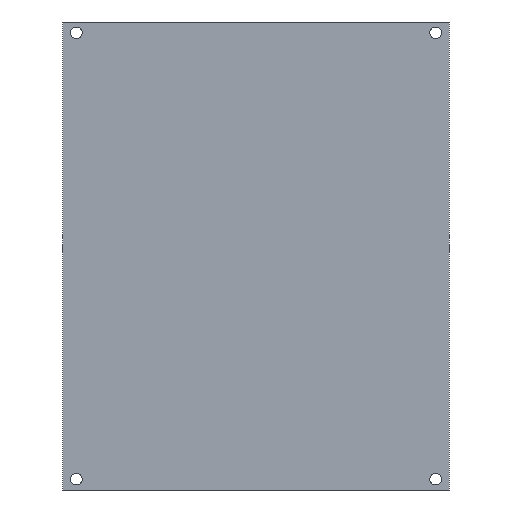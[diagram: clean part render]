
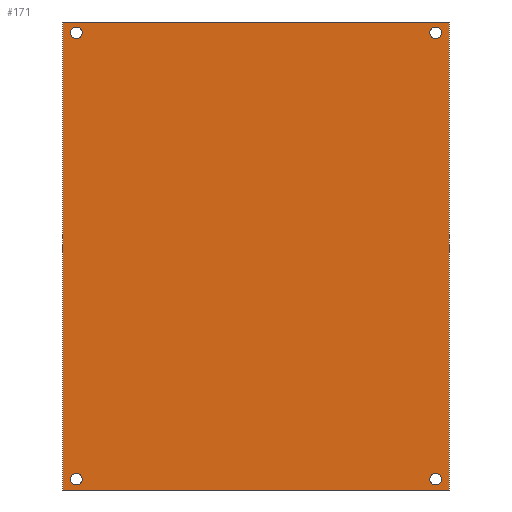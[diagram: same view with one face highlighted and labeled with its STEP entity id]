
A CAD part, front view. The second image highlights one B-rep face of the part: STEP entity #171.
In plain terms, the highlighted planar face has unit normal (0, -1, 0).
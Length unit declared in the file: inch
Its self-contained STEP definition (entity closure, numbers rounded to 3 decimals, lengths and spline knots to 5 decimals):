
#5 = EDGE_CURVE ( 'NONE', #399, #13, #185, .T. ) ;
#13 = VERTEX_POINT ( 'NONE', #372 ) ;
#16 = VERTEX_POINT ( 'NONE', #280 ) ;
#17 = VERTEX_POINT ( 'NONE', #202 ) ;
#23 = FACE_OUTER_BOUND ( 'NONE', #332, .T. ) ;
#32 = LINE ( 'NONE', #218, #438 ) ;
#35 = EDGE_CURVE ( 'NONE', #263, #524, #32, .T. ) ;
#36 = CARTESIAN_POINT ( 'NONE',  ( 4.125, 0., -5.2575 ) ) ;
#43 = VECTOR ( 'NONE', #498, 39.37008 ) ;
#57 = DIRECTION ( 'NONE',  ( 0., 0., -1. ) ) ;
#60 = CARTESIAN_POINT ( 'NONE',  ( 4.4375, 0., -5.375 ) ) ;
#61 = FACE_BOUND ( 'NONE', #141, .T. ) ;
#62 = AXIS2_PLACEMENT_3D ( 'NONE', #96, #140, #57 ) ;
#64 = CARTESIAN_POINT ( 'NONE',  ( -4.4375, 0., 5.375 ) ) ;
#68 = DIRECTION ( 'NONE',  ( 0., 0., 1. ) ) ;
#69 = ORIENTED_EDGE ( 'NONE', *, *, #235, .T. ) ;
#73 = FACE_BOUND ( 'NONE', #503, .T. ) ;
#79 = VERTEX_POINT ( 'NONE', #245 ) ;
#84 = ORIENTED_EDGE ( 'NONE', *, *, #92, .T. ) ;
#92 = EDGE_CURVE ( 'NONE', #17, #17, #237, .T. ) ;
#96 = CARTESIAN_POINT ( 'NONE',  ( 4.125, 0., -5.125 ) ) ;
#99 = EDGE_CURVE ( 'NONE', #13, #263, #354, .T. ) ;
#100 = PLANE ( 'NONE',  #338 ) ;
#109 = VECTOR ( 'NONE', #420, 39.37008 ) ;
#126 = DIRECTION ( 'NONE',  ( 0., 0., -1. ) ) ;
#132 = ORIENTED_EDGE ( 'NONE', *, *, #99, .F. ) ;
#137 = VECTOR ( 'NONE', #68, 39.37008 ) ;
#140 = DIRECTION ( 'NONE',  ( 0., 1., 0. ) ) ;
#141 = EDGE_LOOP ( 'NONE', ( #288 ) ) ;
#143 = DIRECTION ( 'NONE',  ( 0., 1., 0. ) ) ;
#164 = ORIENTED_EDGE ( 'NONE', *, *, #165, .T. ) ;
#165 = EDGE_CURVE ( 'NONE', #167, #167, #347, .T. ) ;
#167 = VERTEX_POINT ( 'NONE', #36 ) ;
#171 = ADVANCED_FACE ( 'NONE', ( #23, #73, #381, #281, #61 ), #100, .T. ) ;
#185 = LINE ( 'NONE', #330, #43 ) ;
#188 = DIRECTION ( 'NONE',  ( 0., 1., 0. ) ) ;
#202 = CARTESIAN_POINT ( 'NONE',  ( -4.125, 0., 4.9925 ) ) ;
#216 = CARTESIAN_POINT ( 'NONE',  ( -4.125, 0., 5.125 ) ) ;
#218 = CARTESIAN_POINT ( 'NONE',  ( -4.4375, 0., -5.375 ) ) ;
#221 = DIRECTION ( 'NONE',  ( 0., -1., 0. ) ) ;
#225 = CARTESIAN_POINT ( 'NONE',  ( -4.125, 0., -5.125 ) ) ;
#227 = AXIS2_PLACEMENT_3D ( 'NONE', #225, #188, #391 ) ;
#235 = EDGE_CURVE ( 'NONE', #16, #16, #375, .T. ) ;
#237 = CIRCLE ( 'NONE', #296, 0.1325 ) ;
#245 = CARTESIAN_POINT ( 'NONE',  ( 4.125, 0., 4.9925 ) ) ;
#263 = VERTEX_POINT ( 'NONE', #60 ) ;
#280 = CARTESIAN_POINT ( 'NONE',  ( -4.125, 0., -5.2575 ) ) ;
#281 = FACE_BOUND ( 'NONE', #439, .T. ) ;
#288 = ORIENTED_EDGE ( 'NONE', *, *, #341, .T. ) ;
#296 = AXIS2_PLACEMENT_3D ( 'NONE', #216, #506, #126 ) ;
#312 = CARTESIAN_POINT ( 'NONE',  ( -4.4375, 0., 5.375 ) ) ;
#320 = LINE ( 'NONE', #64, #137 ) ;
#330 = CARTESIAN_POINT ( 'NONE',  ( 4.4375, 0., 5.375 ) ) ;
#332 = EDGE_LOOP ( 'NONE', ( #132, #416, #509, #504 ) ) ;
#335 = CARTESIAN_POINT ( 'NONE',  ( 4.4375, 0., -5.375 ) ) ;
#338 = AXIS2_PLACEMENT_3D ( 'NONE', #433, #221, #429 ) ;
#339 = DIRECTION ( 'NONE',  ( -1., 0., 0. ) ) ;
#341 = EDGE_CURVE ( 'NONE', #79, #79, #455, .T. ) ;
#347 = CIRCLE ( 'NONE', #62, 0.1325 ) ;
#354 = LINE ( 'NONE', #335, #109 ) ;
#360 = CARTESIAN_POINT ( 'NONE',  ( -4.4375, 0., -5.375 ) ) ;
#372 = CARTESIAN_POINT ( 'NONE',  ( 4.4375, 0., 5.375 ) ) ;
#373 = AXIS2_PLACEMENT_3D ( 'NONE', #477, #143, #478 ) ;
#375 = CIRCLE ( 'NONE', #227, 0.1325 ) ;
#381 = FACE_BOUND ( 'NONE', #431, .T. ) ;
#391 = DIRECTION ( 'NONE',  ( 0., 0., -1. ) ) ;
#399 = VERTEX_POINT ( 'NONE', #312 ) ;
#416 = ORIENTED_EDGE ( 'NONE', *, *, #5, .F. ) ;
#420 = DIRECTION ( 'NONE',  ( 0., 0., -1. ) ) ;
#429 = DIRECTION ( 'NONE',  ( 0., 0., -1. ) ) ;
#430 = EDGE_CURVE ( 'NONE', #524, #399, #320, .T. ) ;
#431 = EDGE_LOOP ( 'NONE', ( #84 ) ) ;
#433 = CARTESIAN_POINT ( 'NONE',  ( -4.4375, 0., -5.375 ) ) ;
#438 = VECTOR ( 'NONE', #339, 39.37008 ) ;
#439 = EDGE_LOOP ( 'NONE', ( #164 ) ) ;
#455 = CIRCLE ( 'NONE', #373, 0.1325 ) ;
#477 = CARTESIAN_POINT ( 'NONE',  ( 4.125, 0., 5.125 ) ) ;
#478 = DIRECTION ( 'NONE',  ( 0., 0., -1. ) ) ;
#498 = DIRECTION ( 'NONE',  ( 1., 0., 0. ) ) ;
#503 = EDGE_LOOP ( 'NONE', ( #69 ) ) ;
#504 = ORIENTED_EDGE ( 'NONE', *, *, #35, .F. ) ;
#506 = DIRECTION ( 'NONE',  ( 0., 1., 0. ) ) ;
#509 = ORIENTED_EDGE ( 'NONE', *, *, #430, .F. ) ;
#524 = VERTEX_POINT ( 'NONE', #360 ) ;
